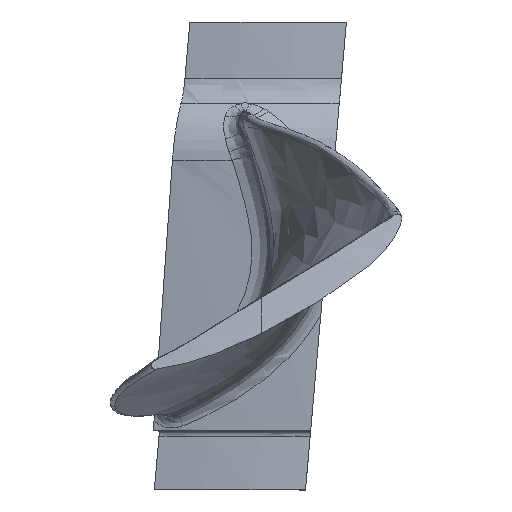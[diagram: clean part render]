
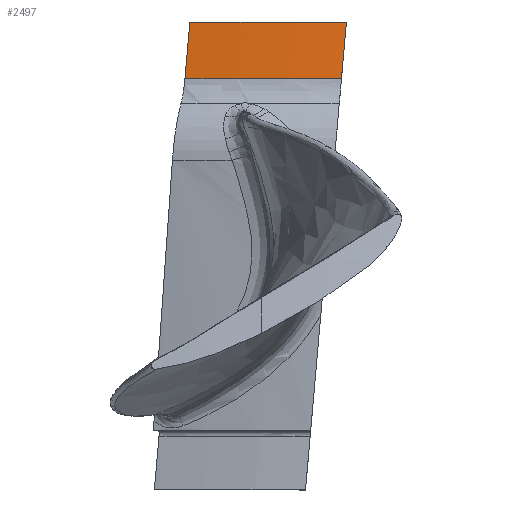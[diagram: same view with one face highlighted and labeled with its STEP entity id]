
A CAD part, top view. The second image highlights one B-rep face of the part: STEP entity #2497.
In plain terms, the highlighted cylindrical face has radius 213.36 mm (diameter 426.72 mm), a partial arc.
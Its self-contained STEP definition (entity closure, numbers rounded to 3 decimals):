
#25 = CARTESIAN_POINT ( 'NONE',  ( 472.109, 42.964, 572.911 ) ) ;
#276 = CARTESIAN_POINT ( 'NONE',  ( 451.795, 42.964, 360.521 ) ) ;
#374 = CARTESIAN_POINT ( 'NONE',  ( 433.271, 52.513, 573.075 ) ) ;
#1128 = EDGE_LOOP ( 'NONE', ( #14174, #9671, #12097, #7711 ) ) ;
#1172 = CARTESIAN_POINT ( 'NONE',  ( 473.363, 57.287, 572.788 ) ) ;
#1204 = VERTEX_POINT ( 'NONE', #11635 ) ;
#1312 = CARTESIAN_POINT ( 'NONE',  ( 432.86, 47.739, 573.039 ) ) ;
#1432 = DIRECTION ( 'NONE',  ( -0.085, 0., 0.996 ) ) ;
#1621 = AXIS2_PLACEMENT_3D ( 'NONE', #276, #11163, #11455 ) ;
#2116 = EDGE_CURVE ( 'NONE', #1204, #10780, #11404, .T. ) ;
#2497 = ADVANCED_FACE ( 'NONE', ( #9974 ), #8903, .T. ) ;
#3269 = CARTESIAN_POINT ( 'NONE',  ( 472.527, 47.739, 572.871 ) ) ;
#3403 = CARTESIAN_POINT ( 'NONE',  ( 451.795, -300.494, 360.521 ) ) ;
#3477 = DIRECTION ( 'NONE',  ( 0., 1., 0. ) ) ;
#3515 = VERTEX_POINT ( 'NONE', #25 ) ;
#3689 = CIRCLE ( 'NONE', #10372, 213.36 ) ;
#4490 = VERTEX_POINT ( 'NONE', #12610 ) ;
#4636 = CARTESIAN_POINT ( 'NONE',  ( 433.682, 57.287, 573.11 ) ) ;
#6278 = EDGE_CURVE ( 'NONE', #3515, #1204, #8553, .T. ) ;
#6283 = EDGE_CURVE ( 'NONE', #10780, #4490, #3689, .T. ) ;
#7075 = B_SPLINE_CURVE_WITH_KNOTS ( 'NONE', 3,
 ( #8765, #3269, #8911, #1172 ),
 .UNSPECIFIED., .F., .F.,
 ( 4, 4 ),
 ( 0., 1. ),
 .UNSPECIFIED. ) ;
#7330 = EDGE_CURVE ( 'NONE', #3515, #4490, #7075, .T. ) ;
#7711 = ORIENTED_EDGE ( 'NONE', *, *, #6283, .F. ) ;
#7870 = DIRECTION ( 'NONE',  ( 0., 1., 0. ) ) ;
#7874 = CARTESIAN_POINT ( 'NONE',  ( 433.682, 57.287, 573.11 ) ) ;
#8353 = DIRECTION ( 'NONE',  ( -0.216, 0., -0.976 ) ) ;
#8553 = CIRCLE ( 'NONE', #1621, 213.36 ) ;
#8765 = CARTESIAN_POINT ( 'NONE',  ( 472.109, 42.964, 572.911 ) ) ;
#8903 = CYLINDRICAL_SURFACE ( 'NONE', #13613, 213.36 ) ;
#8911 = CARTESIAN_POINT ( 'NONE',  ( 472.945, 52.513, 572.83 ) ) ;
#9671 = ORIENTED_EDGE ( 'NONE', *, *, #6278, .F. ) ;
#9974 = FACE_OUTER_BOUND ( 'NONE', #1128, .T. ) ;
#10235 = CARTESIAN_POINT ( 'NONE',  ( 451.795, 57.287, 360.521 ) ) ;
#10372 = AXIS2_PLACEMENT_3D ( 'NONE', #10235, #7870, #1432 ) ;
#10780 = VERTEX_POINT ( 'NONE', #7874 ) ;
#11163 = DIRECTION ( 'NONE',  ( 0., -1., 0. ) ) ;
#11404 = B_SPLINE_CURVE_WITH_KNOTS ( 'NONE', 3,
 ( #12349, #1312, #374, #4636 ),
 .UNSPECIFIED., .F., .F.,
 ( 4, 4 ),
 ( 0., 1. ),
 .UNSPECIFIED. ) ;
#11455 = DIRECTION ( 'NONE',  ( 0.095, 0., 0.995 ) ) ;
#11635 = CARTESIAN_POINT ( 'NONE',  ( 432.45, 42.964, 573.002 ) ) ;
#12097 = ORIENTED_EDGE ( 'NONE', *, *, #7330, .T. ) ;
#12349 = CARTESIAN_POINT ( 'NONE',  ( 432.45, 42.964, 573.002 ) ) ;
#12610 = CARTESIAN_POINT ( 'NONE',  ( 473.363, 57.287, 572.788 ) ) ;
#13613 = AXIS2_PLACEMENT_3D ( 'NONE', #3403, #3477, #8353 ) ;
#14174 = ORIENTED_EDGE ( 'NONE', *, *, #2116, .F. ) ;
